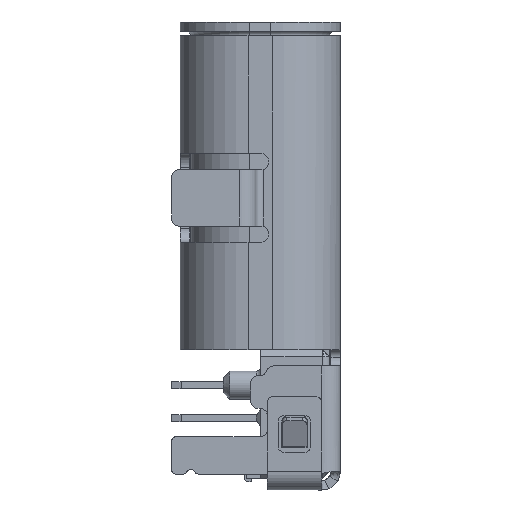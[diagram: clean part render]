
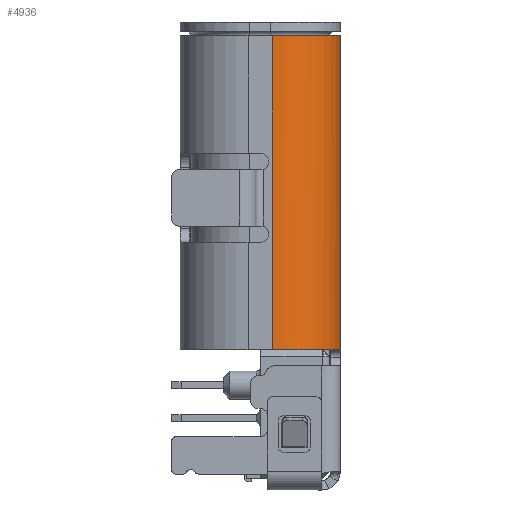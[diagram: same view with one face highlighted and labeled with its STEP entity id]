
A CAD part, left-side view. The second image highlights one B-rep face of the part: STEP entity #4936.
In plain terms, the highlighted cylindrical face has radius 1.45 mm (diameter 2.9 mm), a partial arc.
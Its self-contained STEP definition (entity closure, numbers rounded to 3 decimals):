
#4936=ADVANCED_FACE('',(#10391),#10392,.T.);
#10391=FACE_OUTER_BOUND('',#16410,.T.);
#10392=CYLINDRICAL_SURFACE('',#16411,1.45);
#16410=EDGE_LOOP('',(#32032,#32033,#32034,#32035,#32036));
#16411=AXIS2_PLACEMENT_3D('',#32037,#32038,#32039);
#32032=ORIENTED_EDGE('',*,*,#41914,.F.);
#32033=ORIENTED_EDGE('',*,*,#42280,.F.);
#32034=ORIENTED_EDGE('',*,*,#42180,.T.);
#32035=ORIENTED_EDGE('',*,*,#42282,.T.);
#32036=ORIENTED_EDGE('',*,*,#42207,.T.);
#32037=CARTESIAN_POINT('',(-3.15,-0.26,-2.58));
#32038=DIRECTION('',(0.,0.,-1.0));
#32039=DIRECTION('',(0.,1.0,0.));
#41914=EDGE_CURVE('',#51777,#51779,#51780,.T.);
#42180=EDGE_CURVE('',#52251,#52249,#52252,.T.);
#42207=EDGE_CURVE('',#52292,#51779,#52293,.T.);
#42280=EDGE_CURVE('',#52251,#51777,#52415,.T.);
#42282=EDGE_CURVE('',#52249,#52292,#52417,.T.);
#51777=VERTEX_POINT('',#65725);
#51779=VERTEX_POINT('',#65728);
#51780=CIRCLE('',#65729,1.45);
#52249=VERTEX_POINT('',#66344);
#52251=VERTEX_POINT('',#66347);
#52252=CIRCLE('',#66348,1.45);
#52292=VERTEX_POINT('',#66399);
#52293=LINE('',#66400,#66401);
#52415=LINE('',#66560,#66561);
#52417=B_SPLINE_CURVE_WITH_KNOTS('',3,(#66563,#66564,#66565,#66566),.UNSPECIFIED.,.F.,.F.,(4,4),(0.0,0.),.UNSPECIFIED.);
#65725=CARTESIAN_POINT('',(-4.6,-0.26,4.12));
#65728=CARTESIAN_POINT('',(-3.15,-1.71,4.12));
#65729=AXIS2_PLACEMENT_3D('',#75006,#75007,#75008);
#66344=CARTESIAN_POINT('',(-3.23,-1.708,-2.58));
#66347=CARTESIAN_POINT('',(-4.6,-0.26,-2.58));
#66348=AXIS2_PLACEMENT_3D('',#75435,#75436,#75437);
#66399=CARTESIAN_POINT('',(-3.15,-1.71,-2.599));
#66400=CARTESIAN_POINT('',(-3.15,-1.71,-2.58));
#66401=VECTOR('',#75482,1000.0);
#66560=CARTESIAN_POINT('',(-4.6,-0.26,-2.58));
#66561=VECTOR('',#75607,1000.0);
#66563=CARTESIAN_POINT('',(-3.23,-1.708,-2.58));
#66564=CARTESIAN_POINT('',(-3.202,-1.709,-2.58));
#66565=CARTESIAN_POINT('',(-3.175,-1.71,-2.586));
#66566=CARTESIAN_POINT('',(-3.15,-1.71,-2.599));
#75006=CARTESIAN_POINT('',(-3.15,-0.26,4.12));
#75007=DIRECTION('',(0.,0.,1.0));
#75008=DIRECTION('',(1.0,0.,0.));
#75435=CARTESIAN_POINT('',(-3.15,-0.26,-2.58));
#75436=DIRECTION('',(0.,0.,1.0));
#75437=DIRECTION('',(1.0,0.,0.));
#75482=DIRECTION('',(0.,0.,1.0));
#75607=DIRECTION('',(0.,0.,1.0));
